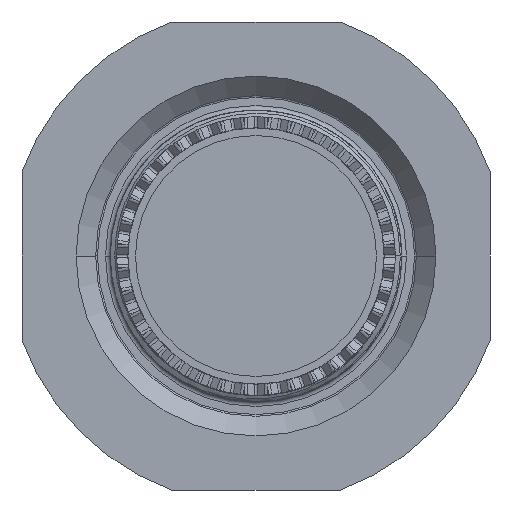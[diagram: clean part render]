
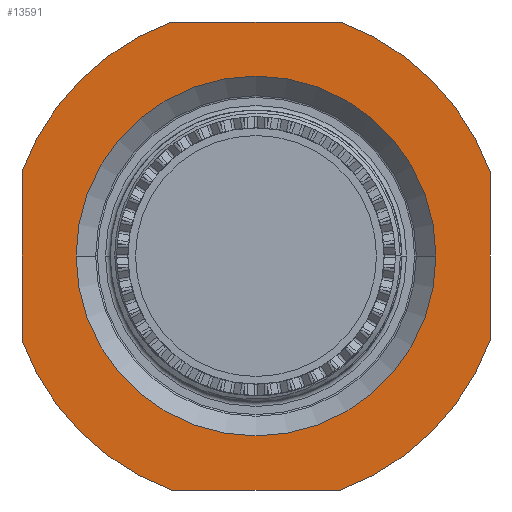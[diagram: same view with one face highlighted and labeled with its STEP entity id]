
A CAD part, front view. The second image highlights one B-rep face of the part: STEP entity #13591.
In plain terms, the highlighted planar face has unit normal (0, -1, 0).
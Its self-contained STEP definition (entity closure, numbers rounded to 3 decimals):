
#4396=CARTESIAN_POINT('',(0.,-26.5,0.));
#4397=DIRECTION('',(0.,-1.,0.));
#4398=DIRECTION('',(-1.,0.,0.));
#4399=AXIS2_PLACEMENT_3D('',#4396,#4397,#4398);
#4401=CARTESIAN_POINT('',(0.,-26.5,0.));
#4402=DIRECTION('',(0.,1.,0.));
#4403=DIRECTION('',(-1.,0.,0.));
#4404=AXIS2_PLACEMENT_3D('',#4401,#4402,#4403);
#4406=DIRECTION('',(0.,0.,-1.));
#4407=VECTOR('',#4406,17.808);
#4408=CARTESIAN_POINT('',(-24.8,-26.5,8.904));
#4409=LINE('',#4408,#4407);
#4410=DIRECTION('',(-1.,0.,0.));
#4411=VECTOR('',#4410,17.808);
#4412=CARTESIAN_POINT('',(8.904,-26.5,24.8));
#4413=LINE('',#4412,#4411);
#4414=DIRECTION('',(0.,0.,1.));
#4415=VECTOR('',#4414,17.808);
#4416=CARTESIAN_POINT('',(24.8,-26.5,-8.904));
#4417=LINE('',#4416,#4415);
#4418=DIRECTION('',(1.,0.,0.));
#4419=VECTOR('',#4418,17.808);
#4420=CARTESIAN_POINT('',(-8.904,-26.5,-24.8));
#4421=LINE('',#4420,#4419);
#4426=CARTESIAN_POINT('',(0.,-26.5,0.));
#4427=DIRECTION('',(0.,-1.,0.));
#4428=DIRECTION('',(-0.941,0.,-0.338));
#4429=AXIS2_PLACEMENT_3D('',#4426,#4427,#4428);
#4439=CARTESIAN_POINT('',(0.,-26.5,0.));
#4440=DIRECTION('',(0.,-1.,0.));
#4441=DIRECTION('',(0.338,0.,-0.941));
#4442=AXIS2_PLACEMENT_3D('',#4439,#4440,#4441);
#7854=CARTESIAN_POINT('',(0.,-26.5,0.));
#7855=DIRECTION('',(0.,1.,0.));
#7856=DIRECTION('',(-0.941,0.,0.338));
#7857=AXIS2_PLACEMENT_3D('',#7854,#7855,#7856);
#7863=CARTESIAN_POINT('',(0.,-26.5,0.));
#7864=DIRECTION('',(0.,1.,0.));
#7865=DIRECTION('',(0.338,0.,0.941));
#7866=AXIS2_PLACEMENT_3D('',#7863,#7864,#7865);
#8454=CARTESIAN_POINT('',(-19.065,-26.5,0.));
#8455=CARTESIAN_POINT('',(19.065,-26.5,0.));
#8456=VERTEX_POINT('',#8454);
#8457=VERTEX_POINT('',#8455);
#8966=CARTESIAN_POINT('',(-24.8,-26.5,8.904));
#8967=CARTESIAN_POINT('',(-24.8,-26.5,-8.904));
#8968=VERTEX_POINT('',#8966);
#8969=VERTEX_POINT('',#8967);
#8970=CARTESIAN_POINT('',(-8.904,-26.5,-24.8));
#8971=CARTESIAN_POINT('',(8.904,-26.5,-24.8));
#8972=VERTEX_POINT('',#8970);
#8973=VERTEX_POINT('',#8971);
#8974=CARTESIAN_POINT('',(24.8,-26.5,-8.904));
#8975=CARTESIAN_POINT('',(24.8,-26.5,8.904));
#8976=VERTEX_POINT('',#8974);
#8977=VERTEX_POINT('',#8975);
#8978=CARTESIAN_POINT('',(8.904,-26.5,24.8));
#8979=CARTESIAN_POINT('',(-8.904,-26.5,24.8));
#8980=VERTEX_POINT('',#8978);
#8981=VERTEX_POINT('',#8979);
#13564=CARTESIAN_POINT('',(0.,-26.5,0.));
#13565=DIRECTION('',(0.,1.,0.));
#13566=DIRECTION('',(-1.,0.,0.));
#13567=AXIS2_PLACEMENT_3D('',#13564,#13565,#13566);
#13568=PLANE('',#13567);
#13570=ORIENTED_EDGE('',*,*,#13569,.F.);
#13572=ORIENTED_EDGE('',*,*,#13571,.T.);
#13574=ORIENTED_EDGE('',*,*,#13573,.F.);
#13576=ORIENTED_EDGE('',*,*,#13575,.T.);
#13578=ORIENTED_EDGE('',*,*,#13577,.F.);
#13580=ORIENTED_EDGE('',*,*,#13579,.F.);
#13582=ORIENTED_EDGE('',*,*,#13581,.F.);
#13584=ORIENTED_EDGE('',*,*,#13583,.F.);
#13585=EDGE_LOOP('',(#13570,#13572,#13574,#13576,#13578,#13580,#13582,#13584));
#13586=FACE_OUTER_BOUND('',#13585,.F.);
#13587=ORIENTED_EDGE('',*,*,#13531,.T.);
#13588=ORIENTED_EDGE('',*,*,#13546,.F.);
#13589=EDGE_LOOP('',(#13587,#13588));
#13590=FACE_BOUND('',#13589,.F.);
#13591=ADVANCED_FACE('',(#13586,#13590),#13568,.F.);
#4400=CIRCLE('',#4399,19.065);
#4405=CIRCLE('',#4404,19.065);
#4430=CIRCLE('',#4429,26.35);
#4443=CIRCLE('',#4442,26.35);
#7858=CIRCLE('',#7857,26.35);
#7867=CIRCLE('',#7866,26.35);
#13531=EDGE_CURVE('',#8456,#8457,#4400,.T.);
#13546=EDGE_CURVE('',#8456,#8457,#4405,.T.);
#13569=EDGE_CURVE('',#8968,#8969,#4409,.T.);
#13571=EDGE_CURVE('',#8968,#8981,#7858,.T.);
#13573=EDGE_CURVE('',#8980,#8981,#4413,.T.);
#13575=EDGE_CURVE('',#8980,#8977,#7867,.T.);
#13577=EDGE_CURVE('',#8976,#8977,#4417,.T.);
#13579=EDGE_CURVE('',#8973,#8976,#4443,.T.);
#13581=EDGE_CURVE('',#8972,#8973,#4421,.T.);
#13583=EDGE_CURVE('',#8969,#8972,#4430,.T.);
